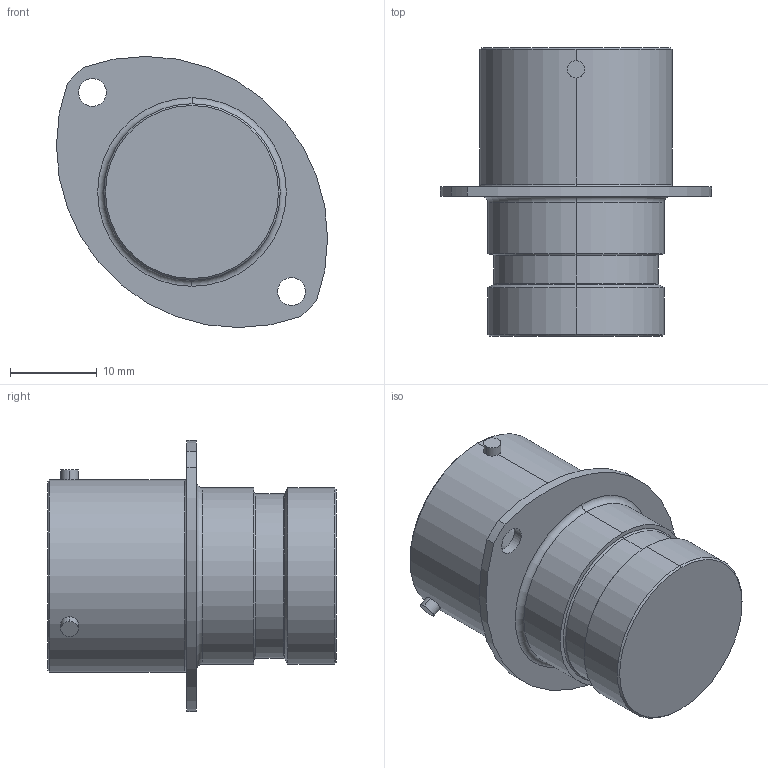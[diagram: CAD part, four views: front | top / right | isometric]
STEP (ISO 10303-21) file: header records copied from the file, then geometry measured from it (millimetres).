
FILE_DESCRIPTION((''),'2;1');
FILE_NAME('8STA-TYPE0-BT14','2008-04-24T',('fpontoizeau'),('SOURIAU'),'PRO/ENGINEER BY PARAMETRIC TECHNOLOGY CORPORATION, 2005310','PRO/ENGINEER BY PARAMETRIC TECHNOLOGY CORPORATION, 2005310','');
FILE_SCHEMA(('CONFIG_CONTROL_DESIGN'));
Length unit declared in the file: millimetre
Products named in the file (1): 8STA-TYPE0-BT14
Bounding box: 31.29 x 33.3 x 31.29 mm (x, y, z)
Volume: 12139.6 mm3; surface area: 3818.9 mm2
Topology: 4 solids, 4 shells, 47 faces, 92 edges, 56 vertices
Faces by surface type: cylinder 22, plane 11, torus 8, cone 6
Entity records: 1262 total; most frequent: DIRECTION 250, CARTESIAN_POINT 195, ORIENTED_EDGE 184, AXIS2_PLACEMENT_3D 111, EDGE_CURVE 92, CIRCLE 64, VERTEX_POINT 56, EDGE_LOOP 54
